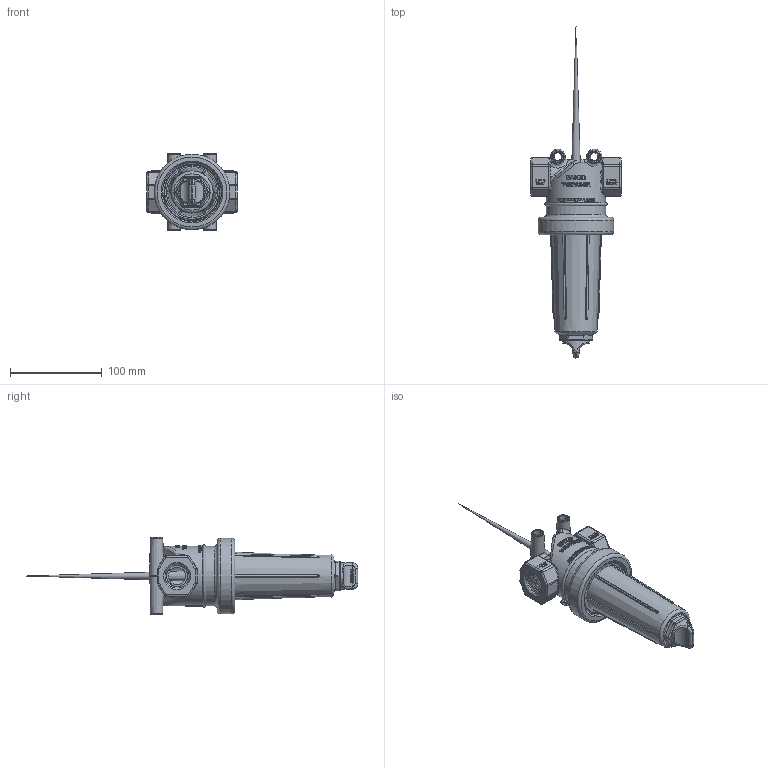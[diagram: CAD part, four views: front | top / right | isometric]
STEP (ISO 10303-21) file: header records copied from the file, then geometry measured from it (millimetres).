
FILE_DESCRIPTION(/* description */ ('3/4" POLY T STRAINER HEAD BOWL'),/* implementation_level */ '2;1');
FILE_NAME(/* name */ 'LST075-HB.stp',/* time_stamp */ '2018-10-01T11:20:30-04:00',/* author */ ('CKA'),/* organization */ (''),/* preprocessor_version */ 'ST-DEVELOPER v17',/* originating_system */ 'Autodesk Inventor 2018',/* authorisation */ '');
FILE_SCHEMA (('AUTOMOTIVE_DESIGN { 1 0 10303 214 3 1 1 }'));
Products named in the file (9): LST075-HB; CE050D; LST075-H; LST100-B; LST100-XB; 12777; UV15163; LST100-G; LST1300D
Assembly tree (8 placements, depth 3):
  LST075-HB
    CE050D
    LST075-H
    LST100-B
      LST100-XB
      12777
      UV15163
    LST100-G
    LST1300D
Bounding box: 98.3 x 361.94 x 84.14 mm (x, y, z)
Volume: 304557.2 mm3; surface area: 165233.8 mm2
Topology: 8 solids, 8 shells, 2521 faces, 6724 edges, 4399 vertices
Faces by surface type: plane 1368, bspline 812, cylinder 229, cone 58, torus 41, sphere 13
Full cylindrical faces by diameter (mm): 12.7 x2, 19.05 x2, 25.527 x1, 28.702 x1, 31.75 x1, 35.052 x2, 37.846 x1, 51.054 x1, 53.34 x1, 53.848 x1, 55.744 x2, 59.436 x2, 60.847 x3, 63.5 x3, 64.135 x4, 64.77 x2, 82.55 x1
Entity records: 137230 total; most frequent: CARTESIAN_POINT 78377, ORIENTED_EDGE 13410, DIRECTION 9165, EDGE_CURVE 6705, VERTEX_POINT 4395, LINE 4001, VECTOR 4001, EDGE_LOOP 2732
